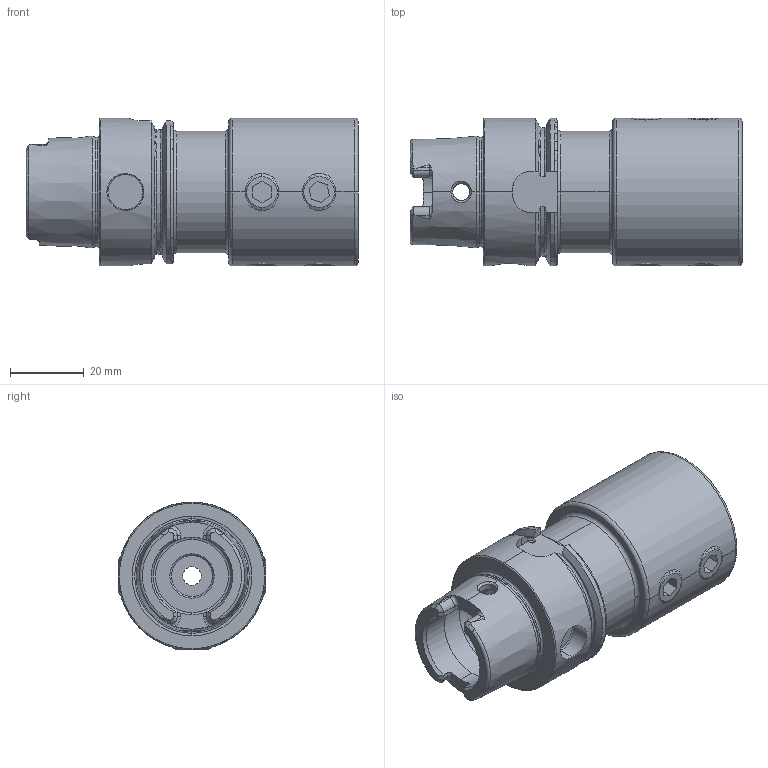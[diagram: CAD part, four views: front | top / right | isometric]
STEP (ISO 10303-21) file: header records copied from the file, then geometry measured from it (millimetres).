
FILE_DESCRIPTION (( 'STEP AP203' ), '1' );
FILE_NAME ('HA4-B16.K01.070.STEP', '2013-11-27T07:26:02', ( 'baer' ), ( 'Hewlett-Packard Company' ), 'SwSTEP 2.0', 'SolidWorks 2012', '' );
FILE_SCHEMA (( 'CONFIG_CONTROL_DESIGN' ));
Length unit declared in the file: millimetre
Products named in the file (3): HA4-B16.K01.070; ISO 4026 - M10 x 12_PreviewCfg; HA4-B16.K01.070_B_Fertigbearbeitung
Assembly tree (7 placements, depth 2):
  HA4-B16.K01.070
    HA4-B16.K01.070_B_Fertigbearbeitung
    ISO 4026 - M10 x 12_PreviewCfg  x6
Bounding box: 89.9 x 40 x 40 mm (x, y, z)
Volume: 70603.3 mm3; surface area: 23578.2 mm2
Topology: 7 solids, 7 shells, 275 faces, 700 edges, 439 vertices
Faces by surface type: plane 102, cylinder 76, cone 50, torus 43, bspline 4
Entity records: 8590 total; most frequent: CARTESIAN_POINT 3258, ORIENTED_EDGE 1080, DIRECTION 991, EDGE_CURVE 540, AXIS2_PLACEMENT_3D 402, VERTEX_POINT 339, EDGE_LOOP 213, FACE_OUTER_BOUND 200
